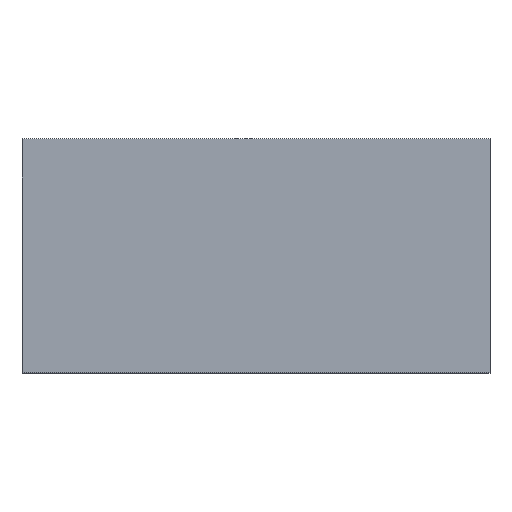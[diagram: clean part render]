
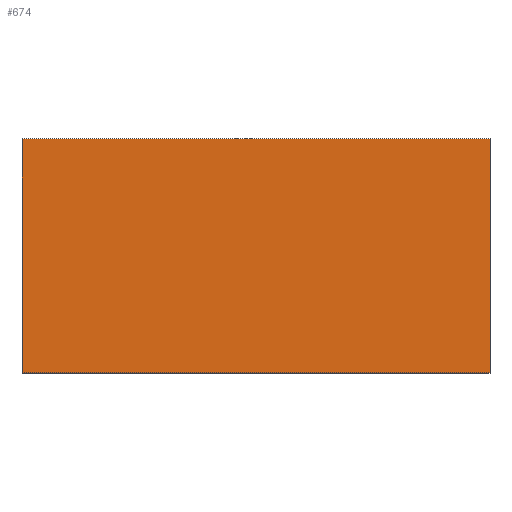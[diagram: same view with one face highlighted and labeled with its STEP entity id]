
A CAD part, top view. The second image highlights one B-rep face of the part: STEP entity #674.
In plain terms, the highlighted planar face has unit normal (0, 0, 1).
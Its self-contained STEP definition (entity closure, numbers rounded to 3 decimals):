
#160=ORIENTED_EDGE('',*,*,#219,.T.);
#161=ORIENTED_EDGE('',*,*,#227,.T.);
#162=ORIENTED_EDGE('',*,*,#223,.T.);
#163=ORIENTED_EDGE('',*,*,#225,.T.);
#219=EDGE_CURVE('',#264,#265,#319,.T.);
#223=EDGE_CURVE('',#266,#267,#323,.T.);
#225=EDGE_CURVE('',#267,#264,#325,.T.);
#227=EDGE_CURVE('',#265,#266,#327,.T.);
#264=VERTEX_POINT('',#939);
#265=VERTEX_POINT('',#942);
#266=VERTEX_POINT('',#946);
#267=VERTEX_POINT('',#949);
#319=LINE('',#943,#379);
#323=LINE('',#950,#383);
#325=LINE('',#953,#385);
#327=LINE('',#956,#387);
#379=VECTOR('',#805,1000.);
#383=VECTOR('',#811,1000.);
#385=VECTOR('',#815,1000.);
#387=VECTOR('',#819,1000.);
#413=EDGE_LOOP('',(#160,#161,#162,#163));
#439=FACE_BOUND('',#413,.T.);
#465=PLANE('',#709);
#674=ADVANCED_FACE('',(#439),#465,.T.);
#709=AXIS2_PLACEMENT_3D('',#962,#830,#831);
#805=DIRECTION('',(0.,-1.,0.));
#811=DIRECTION('',(0.,1.,0.));
#815=DIRECTION('',(-1.,0.,0.));
#819=DIRECTION('',(1.,0.,0.));
#830=DIRECTION('',(0.,0.,1.));
#831=DIRECTION('',(1.,0.,0.));
#939=CARTESIAN_POINT('',(-0.5,0.25,0.4));
#942=CARTESIAN_POINT('',(-0.5,-0.25,0.4));
#943=CARTESIAN_POINT('',(-0.5,0.25,0.4));
#946=CARTESIAN_POINT('',(0.5,-0.25,0.4));
#949=CARTESIAN_POINT('',(0.5,0.25,0.4));
#950=CARTESIAN_POINT('',(0.5,-0.25,0.4));
#953=CARTESIAN_POINT('',(0.5,0.25,0.4));
#956=CARTESIAN_POINT('',(-0.5,-0.25,0.4));
#962=CARTESIAN_POINT('',(0.,0.,0.4));
